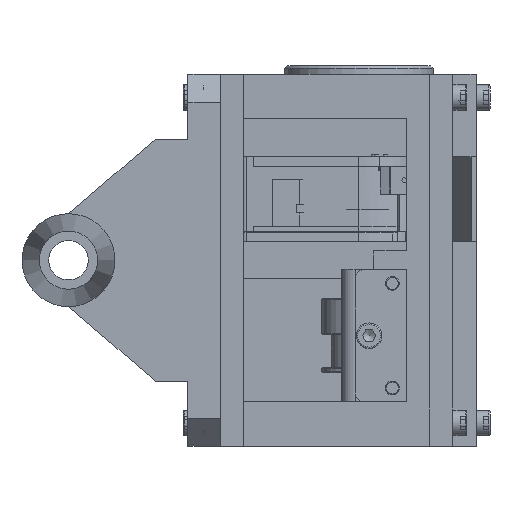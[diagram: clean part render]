
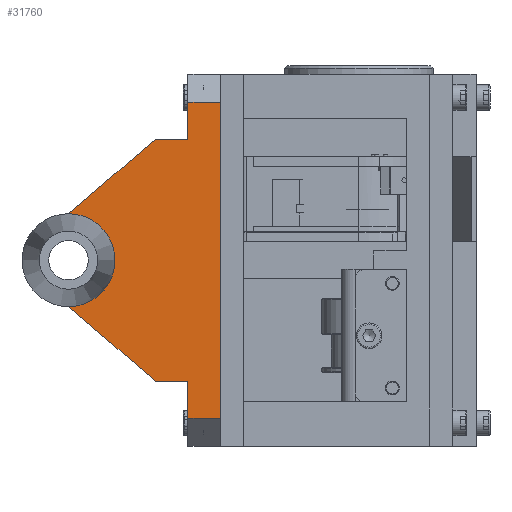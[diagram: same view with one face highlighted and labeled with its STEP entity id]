
A CAD part, left-side view. The second image highlights one B-rep face of the part: STEP entity #31760.
In plain terms, the highlighted face is planar.
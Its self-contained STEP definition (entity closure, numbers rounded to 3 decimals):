
#1574=PLANE('',#34409);
#2825=FACE_OUTER_BOUND('',#4688,.T.);
#4688=EDGE_LOOP('',(#22946,#22947,#22948,#22949,#22950,#22951,#22952,#22953,
#22954,#22955,#22956));
#6710=LINE('',#47404,#10098);
#6717=LINE('',#47417,#10105);
#6721=LINE('',#47434,#10109);
#6723=LINE('',#47438,#10111);
#6724=LINE('',#47440,#10112);
#6725=LINE('',#47442,#10113);
#6726=LINE('',#47448,#10114);
#6727=LINE('',#47450,#10115);
#6728=LINE('',#47451,#10116);
#10098=VECTOR('',#38110,10.);
#10105=VECTOR('',#38119,10.);
#10109=VECTOR('',#38135,10.);
#10111=VECTOR('',#38139,10.);
#10112=VECTOR('',#38140,10.);
#10113=VECTOR('',#38141,10.);
#10114=VECTOR('',#38146,10.);
#10115=VECTOR('',#38147,10.);
#10116=VECTOR('',#38148,10.);
#13339=CIRCLE('',#34410,10.);
#13340=CIRCLE('',#34411,10.);
#14640=VERTEX_POINT('',#47401);
#14641=VERTEX_POINT('',#47403);
#14646=VERTEX_POINT('',#47415);
#14653=VERTEX_POINT('',#47432);
#14654=VERTEX_POINT('',#47437);
#14655=VERTEX_POINT('',#47439);
#14656=VERTEX_POINT('',#47441);
#14657=VERTEX_POINT('',#47443);
#14658=VERTEX_POINT('',#47445);
#14659=VERTEX_POINT('',#47447);
#14660=VERTEX_POINT('',#47449);
#17841=EDGE_CURVE('',#14640,#14641,#6710,.T.);
#17848=EDGE_CURVE('',#14640,#14646,#6717,.T.);
#17856=EDGE_CURVE('',#14653,#14646,#6721,.T.);
#17858=EDGE_CURVE('',#14653,#14654,#6723,.T.);
#17859=EDGE_CURVE('',#14654,#14655,#6724,.T.);
#17860=EDGE_CURVE('',#14655,#14656,#6725,.T.);
#17861=EDGE_CURVE('',#14656,#14657,#13339,.T.);
#17862=EDGE_CURVE('',#14657,#14658,#13340,.T.);
#17863=EDGE_CURVE('',#14658,#14659,#6726,.T.);
#17864=EDGE_CURVE('',#14659,#14660,#6727,.T.);
#17865=EDGE_CURVE('',#14660,#14641,#6728,.T.);
#22946=ORIENTED_EDGE('',*,*,#17841,.F.);
#22947=ORIENTED_EDGE('',*,*,#17848,.T.);
#22948=ORIENTED_EDGE('',*,*,#17856,.F.);
#22949=ORIENTED_EDGE('',*,*,#17858,.T.);
#22950=ORIENTED_EDGE('',*,*,#17859,.T.);
#22951=ORIENTED_EDGE('',*,*,#17860,.T.);
#22952=ORIENTED_EDGE('',*,*,#17861,.T.);
#22953=ORIENTED_EDGE('',*,*,#17862,.T.);
#22954=ORIENTED_EDGE('',*,*,#17863,.T.);
#22955=ORIENTED_EDGE('',*,*,#17864,.T.);
#22956=ORIENTED_EDGE('',*,*,#17865,.T.);
#31760=ADVANCED_FACE('',(#2825),#1574,.F.);
#34409=AXIS2_PLACEMENT_3D('',#47436,#38137,#38138);
#34410=AXIS2_PLACEMENT_3D('',#47444,#38142,#38143);
#34411=AXIS2_PLACEMENT_3D('',#47446,#38144,#38145);
#38110=DIRECTION('',(0.,1.,0.));
#38119=DIRECTION('',(-1.,0.,0.));
#38135=DIRECTION('',(0.,-1.,0.));
#38137=DIRECTION('center_axis',(0.,0.,1.));
#38138=DIRECTION('ref_axis',(1.,0.,0.));
#38139=DIRECTION('',(1.,0.,0.));
#38140=DIRECTION('',(0.,1.,0.));
#38141=DIRECTION('',(0.65,0.76,0.));
#38142=DIRECTION('center_axis',(0.,0.,1.));
#38143=DIRECTION('ref_axis',(0.,1.,0.));
#38144=DIRECTION('center_axis',(0.,0.,1.));
#38145=DIRECTION('ref_axis',(0.,1.,0.));
#38146=DIRECTION('',(0.65,-0.76,0.));
#38147=DIRECTION('',(0.,-1.,0.));
#38148=DIRECTION('',(1.,0.,0.));
#47401=CARTESIAN_POINT('',(34.,0.,-60.));
#47403=CARTESIAN_POINT('',(34.,7.,-60.));
#47404=CARTESIAN_POINT('',(34.,14.175,-60.));
#47415=CARTESIAN_POINT('',(-34.,0.,-60.));
#47417=CARTESIAN_POINT('',(-40.,0.,-60.));
#47432=CARTESIAN_POINT('',(-34.,7.,-60.));
#47434=CARTESIAN_POINT('',(-34.,10.675,-60.));
#47436=CARTESIAN_POINT('Origin',(0.,21.35,-60.));
#47437=CARTESIAN_POINT('',(-26.,7.,-60.));
#47438=CARTESIAN_POINT('',(-26.,7.,-60.));
#47439=CARTESIAN_POINT('',(-26.,14.,-60.));
#47440=CARTESIAN_POINT('',(-26.,14.,-60.));
#47441=CARTESIAN_POINT('',(-10.,32.7,-60.));
#47442=CARTESIAN_POINT('',(-10.,32.7,-60.));
#47443=CARTESIAN_POINT('',(0.,22.7,-60.));
#47444=CARTESIAN_POINT('Origin',(0.,32.7,-60.));
#47445=CARTESIAN_POINT('',(10.,32.7,-60.));
#47446=CARTESIAN_POINT('Origin',(0.,32.7,-60.));
#47447=CARTESIAN_POINT('',(26.,14.,-60.));
#47448=CARTESIAN_POINT('',(26.,14.,-60.));
#47449=CARTESIAN_POINT('',(26.,7.,-60.));
#47450=CARTESIAN_POINT('',(26.,7.,-60.));
#47451=CARTESIAN_POINT('',(40.,7.,-60.));
